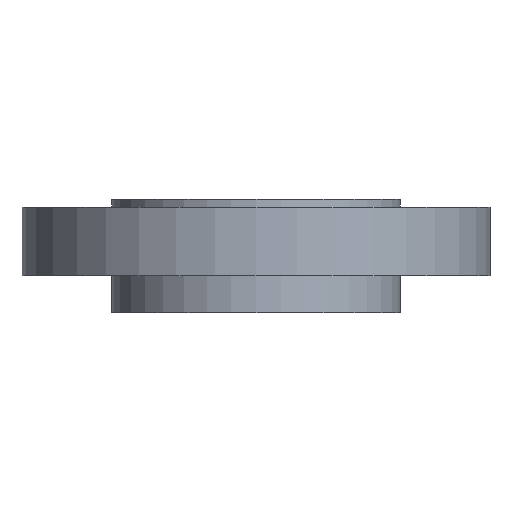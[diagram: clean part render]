
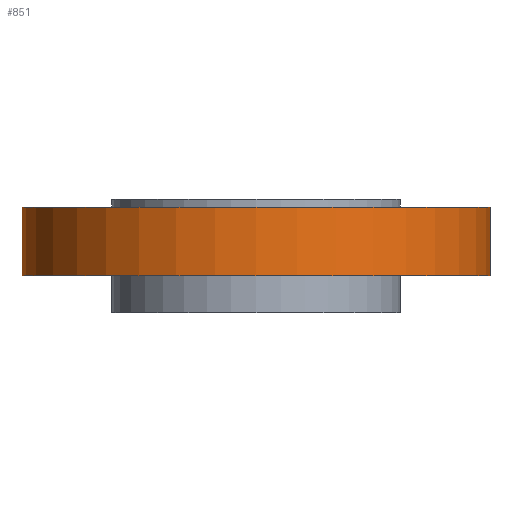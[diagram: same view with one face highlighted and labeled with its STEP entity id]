
A CAD part, front view. The second image highlights one B-rep face of the part: STEP entity #851.
In plain terms, the highlighted cylindrical face has radius 190.5 mm (diameter 381 mm), a partial arc.
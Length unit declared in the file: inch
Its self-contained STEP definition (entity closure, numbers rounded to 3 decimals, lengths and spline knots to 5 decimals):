
#11 = DIRECTION ( 'NONE',  ( 0., 0., -1. ) ) ;
#33 = EDGE_CURVE ( 'NONE', #196, #673, #1204, .T. ) ;
#35 = ORIENTED_EDGE ( 'NONE', *, *, #246, .F. ) ;
#42 = AXIS2_PLACEMENT_3D ( 'NONE', #907, #11, #1116 ) ;
#105 = CARTESIAN_POINT ( 'NONE',  ( 0., 0., -0.25 ) ) ;
#121 = AXIS2_PLACEMENT_3D ( 'NONE', #105, #1002, #1298 ) ;
#196 = VERTEX_POINT ( 'NONE', #1023 ) ;
#246 = EDGE_CURVE ( 'NONE', #572, #1095, #440, .T. ) ;
#371 = AXIS2_PLACEMENT_3D ( 'NONE', #385, #661, #876 ) ;
#385 = CARTESIAN_POINT ( 'NONE',  ( 0., 0., -23.6532 ) ) ;
#440 = CIRCLE ( 'NONE', #42, 7.5 ) ;
#480 = FACE_OUTER_BOUND ( 'NONE', #840, .T. ) ;
#550 = LINE ( 'NONE', #1075, #622 ) ;
#572 = VERTEX_POINT ( 'NONE', #809 ) ;
#622 = VECTOR ( 'NONE', #658, 39.37008 ) ;
#649 = CARTESIAN_POINT ( 'NONE',  ( 7.5, 0., -0.25 ) ) ;
#650 = LINE ( 'NONE', #665, #1172 ) ;
#658 = DIRECTION ( 'NONE',  ( 0., 0., 1. ) ) ;
#661 = DIRECTION ( 'NONE',  ( 0., 0., 1. ) ) ;
#665 = CARTESIAN_POINT ( 'NONE',  ( 7.5, 0., -23.6532 ) ) ;
#673 = VERTEX_POINT ( 'NONE', #649 ) ;
#809 = CARTESIAN_POINT ( 'NONE',  ( 7.5, 0., -2.44 ) ) ;
#840 = EDGE_LOOP ( 'NONE', ( #1153, #35, #1158, #969 ) ) ;
#851 = ADVANCED_FACE ( 'NONE', ( #480 ), #1290, .T. ) ;
#852 = DIRECTION ( 'NONE',  ( 0., 0., 1. ) ) ;
#876 = DIRECTION ( 'NONE',  ( 1., 0., 0. ) ) ;
#907 = CARTESIAN_POINT ( 'NONE',  ( 0., 0., -2.44 ) ) ;
#969 = ORIENTED_EDGE ( 'NONE', *, *, #33, .F. ) ;
#1002 = DIRECTION ( 'NONE',  ( 0., 0., 1. ) ) ;
#1023 = CARTESIAN_POINT ( 'NONE',  ( -7.5, 0., -0.25 ) ) ;
#1075 = CARTESIAN_POINT ( 'NONE',  ( -7.5, 0., -23.6532 ) ) ;
#1095 = VERTEX_POINT ( 'NONE', #1206 ) ;
#1116 = DIRECTION ( 'NONE',  ( 1., 0., 0. ) ) ;
#1153 = ORIENTED_EDGE ( 'NONE', *, *, #1189, .F. ) ;
#1158 = ORIENTED_EDGE ( 'NONE', *, *, #1160, .T. ) ;
#1160 = EDGE_CURVE ( 'NONE', #572, #673, #650, .T. ) ;
#1172 = VECTOR ( 'NONE', #852, 39.37008 ) ;
#1189 = EDGE_CURVE ( 'NONE', #1095, #196, #550, .T. ) ;
#1204 = CIRCLE ( 'NONE', #121, 7.5 ) ;
#1206 = CARTESIAN_POINT ( 'NONE',  ( -7.5, 0., -2.44 ) ) ;
#1290 = CYLINDRICAL_SURFACE ( 'NONE', #371, 7.5 ) ;
#1298 = DIRECTION ( 'NONE',  ( 1., 0., 0. ) ) ;
